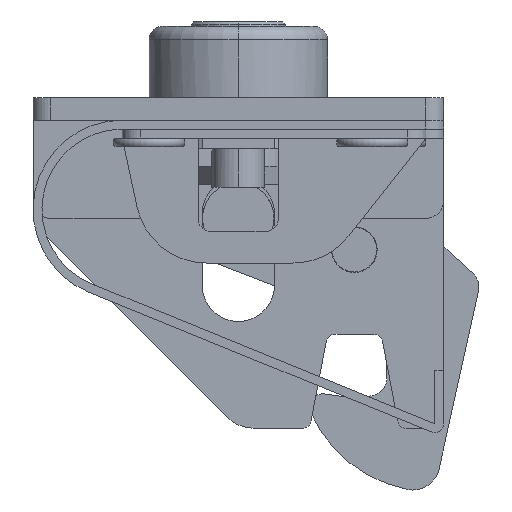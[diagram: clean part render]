
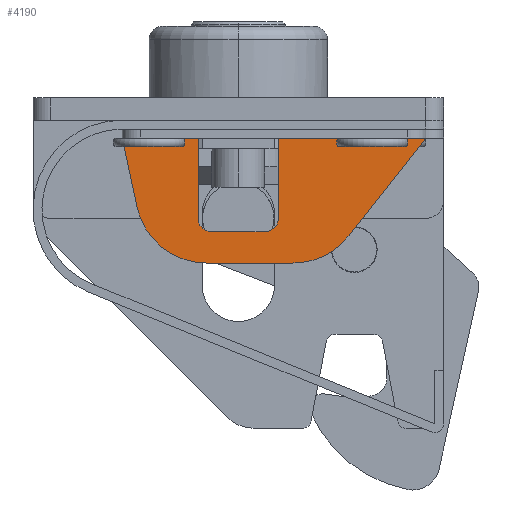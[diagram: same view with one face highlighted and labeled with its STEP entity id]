
A CAD part, left-side view. The second image highlights one B-rep face of the part: STEP entity #4190.
In plain terms, the highlighted face is planar.
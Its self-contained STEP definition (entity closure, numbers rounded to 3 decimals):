
#89 = CARTESIAN_POINT ( 'NONE',  ( 1., 1., -17. ) ) ;
#122 = CARTESIAN_POINT ( 'NONE',  ( 1., 15., 2.112 ) ) ;
#235 = CARTESIAN_POINT ( 'NONE',  ( 1., 15., -7.533 ) ) ;
#259 = CARTESIAN_POINT ( 'NONE',  ( 1., 8.676, -15.355 ) ) ;
#272 = CARTESIAN_POINT ( 'NONE',  ( 1., 1., 17. ) ) ;
#324 = CARTESIAN_POINT ( 'NONE',  ( 1., 1., -8.5 ) ) ;
#375 = CARTESIAN_POINT ( 'NONE',  ( 1., 10., 0.5 ) ) ;
#441 = CARTESIAN_POINT ( 'NONE',  ( 1., 11.943, 8.402 ) ) ;
#448 = CARTESIAN_POINT ( 'NONE',  ( 1., 11.5, -7. ) ) ;
#459 = CARTESIAN_POINT ( 'NONE',  ( 1., 10., -8.5 ) ) ;
#483 = CARTESIAN_POINT ( 'NONE',  ( 1., 1., 0.5 ) ) ;
#505 = CARTESIAN_POINT ( 'NONE',  ( 1., 11.5, -1. ) ) ;
#597 = AXIS2_PLACEMENT_3D ( 'NONE', #10030, #10058, #10015 ) ;
#3674 = ORIENTED_EDGE ( 'NONE', *, *, #9020, .F. ) ;
#3701 = ORIENTED_EDGE ( 'NONE', *, *, #9028, .T. ) ;
#3770 = ORIENTED_EDGE ( 'NONE', *, *, #9025, .F. ) ;
#3797 = ORIENTED_EDGE ( 'NONE', *, *, #9024, .F. ) ;
#3801 = ORIENTED_EDGE ( 'NONE', *, *, #9023, .F. ) ;
#3923 = ORIENTED_EDGE ( 'NONE', *, *, #9026, .F. ) ;
#3972 = ORIENTED_EDGE ( 'NONE', *, *, #9030, .T. ) ;
#3996 = ORIENTED_EDGE ( 'NONE', *, *, #9029, .F. ) ;
#4023 = ORIENTED_EDGE ( 'NONE', *, *, #9019, .T. ) ;
#4041 = ORIENTED_EDGE ( 'NONE', *, *, #9021, .F. ) ;
#4087 = ORIENTED_EDGE ( 'NONE', *, *, #9022, .T. ) ;
#4135 = ORIENTED_EDGE ( 'NONE', *, *, #9027, .F. ) ;
#4190 = ADVANCED_FACE ( 'NONE', ( #6157 ), #10116, .F. ) ;
#5266 = CIRCLE ( 'NONE', #5288, 1.5 ) ;
#5275 = CIRCLE ( 'NONE', #5277, 8. ) ;
#5277 = AXIS2_PLACEMENT_3D ( 'NONE', #6046, #6615, #6655 ) ;
#5278 = CIRCLE ( 'NONE', #5285, 1.5 ) ;
#5279 = VECTOR ( 'NONE', #6109, 1000. ) ;
#5280 = CIRCLE ( 'NONE', #5293, 8. ) ;
#5281 = VECTOR ( 'NONE', #6016, 1000. ) ;
#5282 = VECTOR ( 'NONE', #5890, 1000. ) ;
#5284 = VECTOR ( 'NONE', #6074, 1000. ) ;
#5285 = AXIS2_PLACEMENT_3D ( 'NONE', #5825, #6418, #6387 ) ;
#5287 = VECTOR ( 'NONE', #5827, 1000. ) ;
#5288 = AXIS2_PLACEMENT_3D ( 'NONE', #6642, #6366, #6362 ) ;
#5289 = VECTOR ( 'NONE', #5789, 1000. ) ;
#5290 = VECTOR ( 'NONE', #6421, 1000. ) ;
#5292 = VECTOR ( 'NONE', #6494, 1000. ) ;
#5293 = AXIS2_PLACEMENT_3D ( 'NONE', #5886, #5876, #6187 ) ;
#5789 = DIRECTION ( 'NONE',  ( 0., 1., 0. ) ) ;
#5801 = CARTESIAN_POINT ( 'NONE',  ( 1., 15., 17. ) ) ;
#5825 = CARTESIAN_POINT ( 'NONE',  ( 1., 10., -1. ) ) ;
#5827 = DIRECTION ( 'NONE',  ( 0., 0., 1. ) ) ;
#5876 = DIRECTION ( 'NONE',  ( 1., 0., 0. ) ) ;
#5886 = CARTESIAN_POINT ( 'NONE',  ( 1., 7., -7.533 ) ) ;
#5890 = DIRECTION ( 'NONE',  ( 0., 0., -1. ) ) ;
#5998 = CARTESIAN_POINT ( 'NONE',  ( 1., 11.5, -1. ) ) ;
#6016 = DIRECTION ( 'NONE',  ( 0., 0.786, -0.618 ) ) ;
#6038 = CARTESIAN_POINT ( 'NONE',  ( 1., 10., -8.5 ) ) ;
#6042 = CARTESIAN_POINT ( 'NONE',  ( 1., 1., 17. ) ) ;
#6046 = CARTESIAN_POINT ( 'NONE',  ( 1., 7., 2.112 ) ) ;
#6074 = DIRECTION ( 'NONE',  ( 0., -1., 0. ) ) ;
#6109 = DIRECTION ( 'NONE',  ( 0., 0., -1. ) ) ;
#6157 = FACE_OUTER_BOUND ( 'NONE', #10562, .T. ) ;
#6187 = DIRECTION ( 'NONE',  ( 0., -1., 0. ) ) ;
#6344 = CARTESIAN_POINT ( 'NONE',  ( 1., 1., 17. ) ) ;
#6362 = DIRECTION ( 'NONE',  ( 0., 0., 1. ) ) ;
#6366 = DIRECTION ( 'NONE',  ( 1., 0., 0. ) ) ;
#6381 = CARTESIAN_POINT ( 'NONE',  ( 1., 1., 17. ) ) ;
#6387 = DIRECTION ( 'NONE',  ( 0., 0., -1. ) ) ;
#6418 = DIRECTION ( 'NONE',  ( 1., 0., 0. ) ) ;
#6421 = DIRECTION ( 'NONE',  ( 0., 0., -1. ) ) ;
#6494 = DIRECTION ( 'NONE',  ( 0., -0.978, -0.21 ) ) ;
#6613 = CARTESIAN_POINT ( 'NONE',  ( 1., 1., -17. ) ) ;
#6615 = DIRECTION ( 'NONE',  ( 1., 0., 0. ) ) ;
#6642 = CARTESIAN_POINT ( 'NONE',  ( 1., 10., -7. ) ) ;
#6655 = DIRECTION ( 'NONE',  ( 0., -1., 0. ) ) ;
#6686 = CARTESIAN_POINT ( 'NONE',  ( 1., 10., 0.5 ) ) ;
#8356 = LINE ( 'NONE', #5801, #5279 ) ;
#8358 = LINE ( 'NONE', #6344, #5281 ) ;
#8360 = LINE ( 'NONE', #6381, #5282 ) ;
#8362 = LINE ( 'NONE', #6686, #5284 ) ;
#8363 = LINE ( 'NONE', #5998, #5287 ) ;
#8365 = LINE ( 'NONE', #6038, #5289 ) ;
#8367 = LINE ( 'NONE', #6042, #5290 ) ;
#8368 = LINE ( 'NONE', #6613, #5292 ) ;
#9019 = EDGE_CURVE ( 'NONE', #10271, #10227, #5275, .T. ) ;
#9020 = EDGE_CURVE ( 'NONE', #10271, #10230, #8356, .T. ) ;
#9021 = EDGE_CURVE ( 'NONE', #10299, #10227, #8358, .T. ) ;
#9022 = EDGE_CURVE ( 'NONE', #10299, #10340, #8360, .T. ) ;
#9023 = EDGE_CURVE ( 'NONE', #10313, #10340, #8362, .T. ) ;
#9024 = EDGE_CURVE ( 'NONE', #10333, #10313, #5278, .T. ) ;
#9025 = EDGE_CURVE ( 'NONE', #10260, #10333, #8363, .T. ) ;
#9026 = EDGE_CURVE ( 'NONE', #10350, #10260, #5266, .T. ) ;
#9027 = EDGE_CURVE ( 'NONE', #10290, #10350, #8365, .T. ) ;
#9028 = EDGE_CURVE ( 'NONE', #10290, #10345, #8367, .T. ) ;
#9029 = EDGE_CURVE ( 'NONE', #10360, #10345, #8368, .T. ) ;
#9030 = EDGE_CURVE ( 'NONE', #10360, #10230, #5280, .T. ) ;
#10015 = DIRECTION ( 'NONE',  ( 0., -1., 0. ) ) ;
#10030 = CARTESIAN_POINT ( 'NONE',  ( 1., 15., 17. ) ) ;
#10058 = DIRECTION ( 'NONE',  ( -1., 0., 0. ) ) ;
#10116 = PLANE ( 'NONE',  #597 ) ;
#10227 = VERTEX_POINT ( 'NONE', #441 ) ;
#10230 = VERTEX_POINT ( 'NONE', #235 ) ;
#10260 = VERTEX_POINT ( 'NONE', #448 ) ;
#10271 = VERTEX_POINT ( 'NONE', #122 ) ;
#10290 = VERTEX_POINT ( 'NONE', #324 ) ;
#10299 = VERTEX_POINT ( 'NONE', #272 ) ;
#10313 = VERTEX_POINT ( 'NONE', #375 ) ;
#10333 = VERTEX_POINT ( 'NONE', #505 ) ;
#10340 = VERTEX_POINT ( 'NONE', #483 ) ;
#10345 = VERTEX_POINT ( 'NONE', #89 ) ;
#10350 = VERTEX_POINT ( 'NONE', #459 ) ;
#10360 = VERTEX_POINT ( 'NONE', #259 ) ;
#10562 = EDGE_LOOP ( 'NONE', ( #3674, #4023, #4041, #4087, #3801, #3797, #3770, #3923, #4135, #3701, #3996, #3972 ) ) ;
